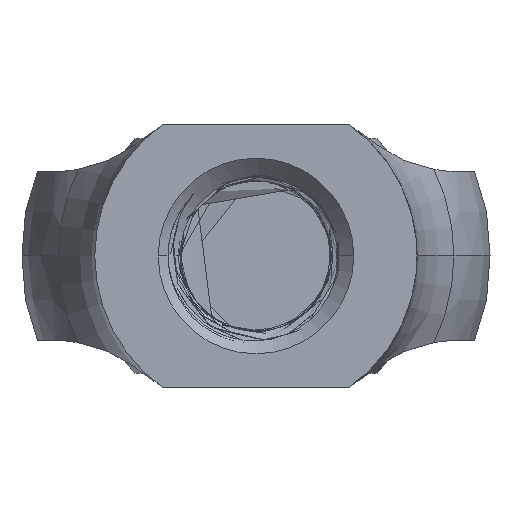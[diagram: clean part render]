
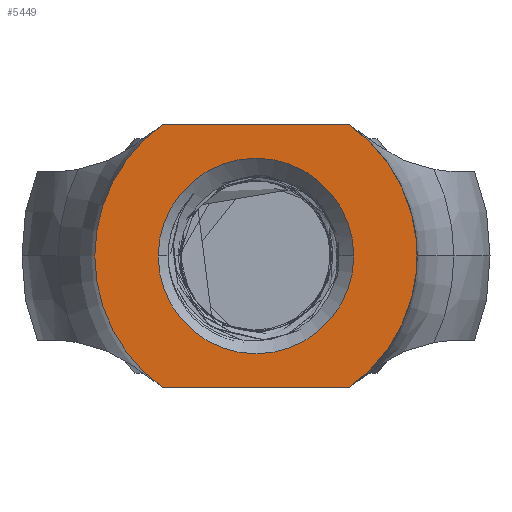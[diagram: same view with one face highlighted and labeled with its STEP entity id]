
A CAD part, front view. The second image highlights one B-rep face of the part: STEP entity #5449.
In plain terms, the highlighted planar face has unit normal (0, -1, 0).
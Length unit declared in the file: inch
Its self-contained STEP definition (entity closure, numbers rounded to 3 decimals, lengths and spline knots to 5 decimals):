
#69 = DIRECTION ( 'NONE',  ( -1., 0., 0. ) ) ;
#204 = AXIS2_PLACEMENT_3D ( 'NONE', #1642, #4858, #2112 ) ;
#285 = CARTESIAN_POINT ( 'NONE',  ( -0.19756, -0.8125, -0.281 ) ) ;
#293 = CARTESIAN_POINT ( 'NONE',  ( 0., -0.8125, 0. ) ) ;
#300 = LINE ( 'NONE', #1510, #5053 ) ;
#601 = ORIENTED_EDGE ( 'NONE', *, *, #1682, .F. ) ;
#736 = ORIENTED_EDGE ( 'NONE', *, *, #1485, .F. ) ;
#762 = DIRECTION ( 'NONE',  ( 1., 0., 0. ) ) ;
#989 = VERTEX_POINT ( 'NONE', #2447 ) ;
#1049 = DIRECTION ( 'NONE',  ( 1., 0., 0. ) ) ;
#1072 = EDGE_CURVE ( 'NONE', #4272, #4298, #5816, .T. ) ;
#1127 = DIRECTION ( 'NONE',  ( 0., 1., 0. ) ) ;
#1257 = CARTESIAN_POINT ( 'NONE',  ( -0.3435, -0.8125, 0. ) ) ;
#1371 = CARTESIAN_POINT ( 'NONE',  ( 0.3435, -0.8125, 0. ) ) ;
#1485 = EDGE_CURVE ( 'NONE', #4298, #2651, #5243, .T. ) ;
#1510 = CARTESIAN_POINT ( 'NONE',  ( -0.281, -0.8125, -0.281 ) ) ;
#1642 = CARTESIAN_POINT ( 'NONE',  ( 0., -0.8125, 0. ) ) ;
#1682 = EDGE_CURVE ( 'NONE', #989, #4720, #2519, .T. ) ;
#1827 = ORIENTED_EDGE ( 'NONE', *, *, #3935, .T. ) ;
#1899 = DIRECTION ( 'NONE',  ( 0., 1., 0. ) ) ;
#2112 = DIRECTION ( 'NONE',  ( 1., 0., 0. ) ) ;
#2113 = EDGE_CURVE ( 'NONE', #5723, #2651, #2872, .T. ) ;
#2136 = VECTOR ( 'NONE', #2344, 39.37008 ) ;
#2301 = AXIS2_PLACEMENT_3D ( 'NONE', #4640, #1899, #5107 ) ;
#2344 = DIRECTION ( 'NONE',  ( -1., 0., 0. ) ) ;
#2447 = CARTESIAN_POINT ( 'NONE',  ( -0.20835, -0.8125, 0. ) ) ;
#2519 = CIRCLE ( 'NONE', #5773, 0.20835 ) ;
#2651 = VERTEX_POINT ( 'NONE', #3842 ) ;
#2838 = DIRECTION ( 'NONE',  ( 0., 1., 0. ) ) ;
#2872 = LINE ( 'NONE', #4624, #2136 ) ;
#2999 = AXIS2_PLACEMENT_3D ( 'NONE', #3874, #1127, #4343 ) ;
#3025 = FACE_OUTER_BOUND ( 'NONE', #4514, .T. ) ;
#3046 = ORIENTED_EDGE ( 'NONE', *, *, #3339, .F. ) ;
#3220 = PLANE ( 'NONE',  #4914 ) ;
#3339 = EDGE_CURVE ( 'NONE', #5723, #5318, #5781, .T. ) ;
#3517 = DIRECTION ( 'NONE',  ( 0., -1., 0. ) ) ;
#3622 = CARTESIAN_POINT ( 'NONE',  ( 0.19756, -0.8125, -0.281 ) ) ;
#3676 = DIRECTION ( 'NONE',  ( -1., 0., 0. ) ) ;
#3842 = CARTESIAN_POINT ( 'NONE',  ( -0.19756, -0.8125, 0.281 ) ) ;
#3843 = CARTESIAN_POINT ( 'NONE',  ( 0.19756, -0.8125, 0.281 ) ) ;
#3874 = CARTESIAN_POINT ( 'NONE',  ( 0., -0.8125, 0. ) ) ;
#3935 = EDGE_CURVE ( 'NONE', #4272, #5318, #300, .T. ) ;
#4247 = EDGE_LOOP ( 'NONE', ( #5343, #601 ) ) ;
#4257 = EDGE_CURVE ( 'NONE', #4720, #989, #4615, .T. ) ;
#4272 = VERTEX_POINT ( 'NONE', #285 ) ;
#4298 = VERTEX_POINT ( 'NONE', #1257 ) ;
#4343 = DIRECTION ( 'NONE',  ( -1., 0., 0. ) ) ;
#4457 = AXIS2_PLACEMENT_3D ( 'NONE', #5597, #2838, #69 ) ;
#4514 = EDGE_LOOP ( 'NONE', ( #1827, #3046, #5495, #736, #5763 ) ) ;
#4615 = CIRCLE ( 'NONE', #204, 0.20835 ) ;
#4624 = CARTESIAN_POINT ( 'NONE',  ( -0.281, -0.8125, 0.281 ) ) ;
#4640 = CARTESIAN_POINT ( 'NONE',  ( 0., -0.8125, 0. ) ) ;
#4720 = VERTEX_POINT ( 'NONE', #5504 ) ;
#4858 = DIRECTION ( 'NONE',  ( 0., -1., 0. ) ) ;
#4914 = AXIS2_PLACEMENT_3D ( 'NONE', #1371, #5518, #3676 ) ;
#5053 = VECTOR ( 'NONE', #1049, 39.37008 ) ;
#5107 = DIRECTION ( 'NONE',  ( -1., 0., 0. ) ) ;
#5190 = FACE_BOUND ( 'NONE', #4247, .T. ) ;
#5243 = CIRCLE ( 'NONE', #2999, 0.3435 ) ;
#5318 = VERTEX_POINT ( 'NONE', #3622 ) ;
#5343 = ORIENTED_EDGE ( 'NONE', *, *, #4257, .F. ) ;
#5449 = ADVANCED_FACE ( 'NONE', ( #5190, #3025 ), #3220, .F. ) ;
#5495 = ORIENTED_EDGE ( 'NONE', *, *, #2113, .T. ) ;
#5504 = CARTESIAN_POINT ( 'NONE',  ( 0.20835, -0.8125, 0. ) ) ;
#5518 = DIRECTION ( 'NONE',  ( 0., 1., 0. ) ) ;
#5597 = CARTESIAN_POINT ( 'NONE',  ( 0., -0.8125, 0. ) ) ;
#5723 = VERTEX_POINT ( 'NONE', #3843 ) ;
#5763 = ORIENTED_EDGE ( 'NONE', *, *, #1072, .F. ) ;
#5773 = AXIS2_PLACEMENT_3D ( 'NONE', #293, #3517, #762 ) ;
#5781 = CIRCLE ( 'NONE', #2301, 0.3435 ) ;
#5816 = CIRCLE ( 'NONE', #4457, 0.3435 ) ;
